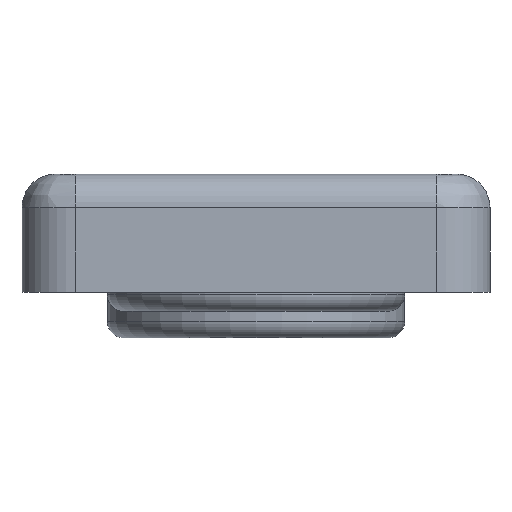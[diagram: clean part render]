
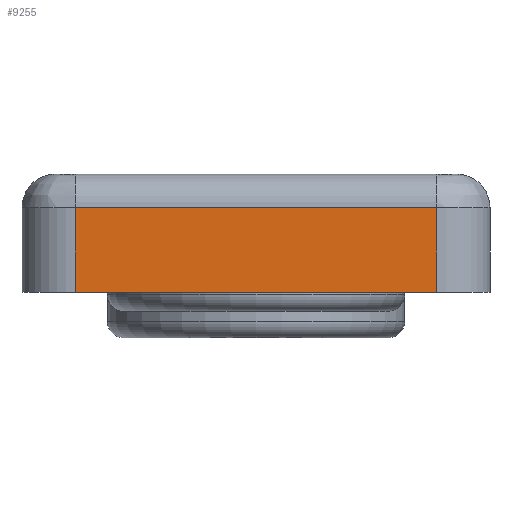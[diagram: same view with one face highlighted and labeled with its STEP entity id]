
A CAD part, front view. The second image highlights one B-rep face of the part: STEP entity #9255.
In plain terms, the highlighted planar face has unit normal (0, -1, 0).
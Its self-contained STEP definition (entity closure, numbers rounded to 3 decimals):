
#183=PLANE('',#9567);
#842=FACE_OUTER_BOUND('',#1370,.T.);
#1370=EDGE_LOOP('',(#8420,#8421,#8422,#8423));
#2006=LINE('',#19176,#2660);
#2025=LINE('',#19235,#2679);
#2026=LINE('',#19238,#2680);
#2027=LINE('',#19239,#2681);
#2660=VECTOR('',#10731,10.);
#2679=VECTOR('',#10792,10.);
#2680=VECTOR('',#10795,10.);
#2681=VECTOR('',#10796,10.);
#4231=VERTEX_POINT('',#19170);
#4232=VERTEX_POINT('',#19174);
#4242=VERTEX_POINT('',#19233);
#4243=VERTEX_POINT('',#19237);
#5615=EDGE_CURVE('',#4231,#4232,#2006,.T.);
#5640=EDGE_CURVE('',#4242,#4231,#2025,.T.);
#5641=EDGE_CURVE('',#4243,#4242,#2026,.T.);
#5642=EDGE_CURVE('',#4243,#4232,#2027,.T.);
#8420=ORIENTED_EDGE('',*,*,#5615,.F.);
#8421=ORIENTED_EDGE('',*,*,#5640,.F.);
#8422=ORIENTED_EDGE('',*,*,#5641,.F.);
#8423=ORIENTED_EDGE('',*,*,#5642,.T.);
#9255=ADVANCED_FACE('',(#842),#183,.T.);
#9567=AXIS2_PLACEMENT_3D('',#19236,#10793,#10794);
#10731=DIRECTION('',(1.,0.,0.));
#10792=DIRECTION('',(0.,0.,1.));
#10793=DIRECTION('center_axis',(0.,-1.,0.));
#10794=DIRECTION('ref_axis',(-1.,0.,0.));
#10795=DIRECTION('',(-1.,0.,0.));
#10796=DIRECTION('',(0.,0.,1.));
#19170=CARTESIAN_POINT('',(-27.,-67.,-2.));
#19174=CARTESIAN_POINT('',(27.,-67.,-2.));
#19176=CARTESIAN_POINT('',(13.5,-67.,-2.));
#19233=CARTESIAN_POINT('',(-27.,-67.,-14.7));
#19235=CARTESIAN_POINT('',(-27.,-67.,0.));
#19236=CARTESIAN_POINT('Origin',(27.,-67.,0.));
#19237=CARTESIAN_POINT('',(27.,-67.,-14.7));
#19238=CARTESIAN_POINT('',(27.,-67.,-14.7));
#19239=CARTESIAN_POINT('',(27.,-67.,0.));
